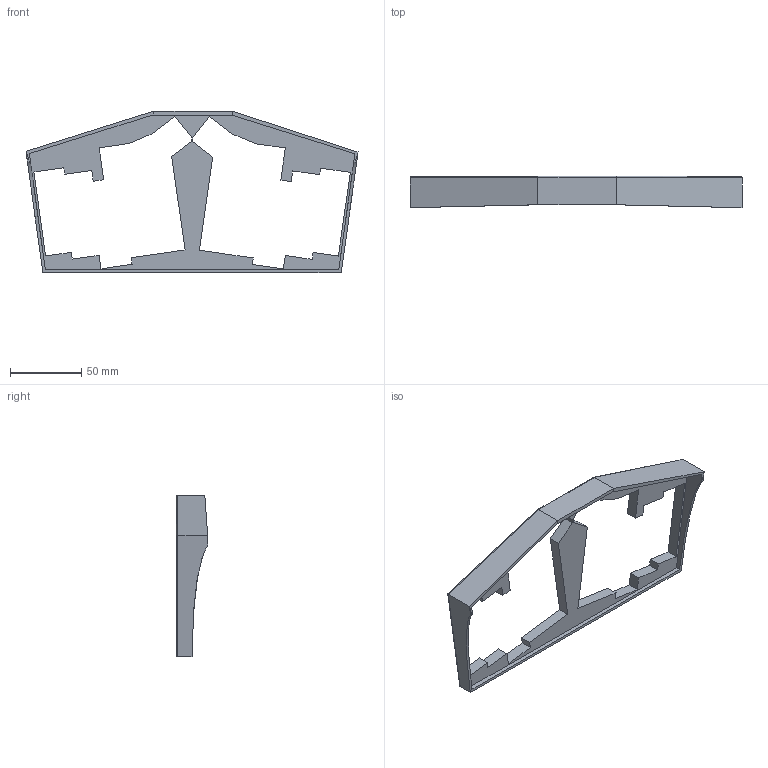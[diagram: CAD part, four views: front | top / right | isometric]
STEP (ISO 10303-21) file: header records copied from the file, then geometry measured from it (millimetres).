
FILE_DESCRIPTION(/* description */ (''),/* implementation_level */ '2;1');
FILE_NAME(/* name */ 'cool536lc_top_newversion v8.step',/* time_stamp */ '2023-07-29T19:53:09+09:00',/* author */ (''),/* organization */ (''),/* preprocessor_version */ 'ST-DEVELOPER v19.2',/* originating_system */ 'Autodesk Translation Framework v12.6.0.85',/* authorisation */ '');
FILE_SCHEMA (('AUTOMOTIVE_DESIGN { 1 0 10303 214 3 1 1 }'));
Length unit declared in the file: millimetre
Products named in the file (1): cool536lc_top_newversion
Bounding box: 233.15 x 22 x 113.53 mm (x, y, z)
Volume: 77105.4 mm3; surface area: 37689.5 mm2
Topology: 1 solids, 1 shells, 83 faces, 235 edges, 154 vertices
Faces by surface type: plane 76, cylinder 6, bspline 1
Entity records: 2764 total; most frequent: CARTESIAN_POINT 595, ORIENTED_EDGE 470, DIRECTION 394, EDGE_CURVE 235, LINE 216, VECTOR 216, VERTEX_POINT 154, AXIS2_PLACEMENT_3D 89
